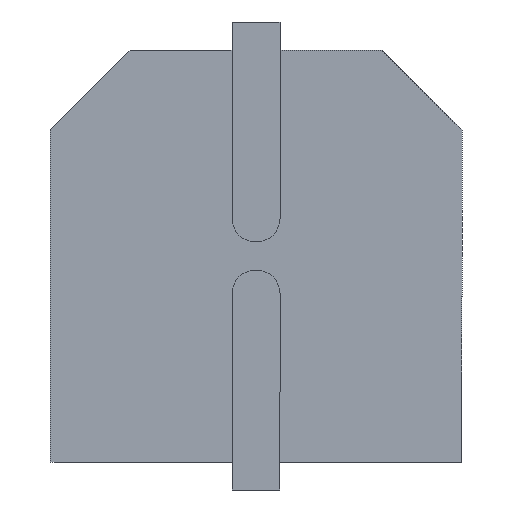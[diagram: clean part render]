
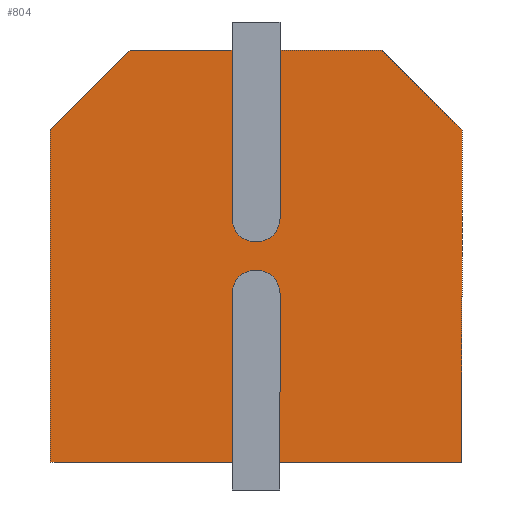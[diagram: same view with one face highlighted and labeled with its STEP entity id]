
A CAD part, front view. The second image highlights one B-rep face of the part: STEP entity #804.
In plain terms, the highlighted planar face has unit normal (0, -1, 0).
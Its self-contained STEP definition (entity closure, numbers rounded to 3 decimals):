
#10 = ORIENTED_EDGE ( 'NONE', *, *, #821, .F. ) ;
#11 = VERTEX_POINT ( 'NONE', #177 ) ;
#22 = CARTESIAN_POINT ( 'NONE',  ( -8.3, 0., 10.3 ) ) ;
#27 = ORIENTED_EDGE ( 'NONE', *, *, #826, .F. ) ;
#50 = ORIENTED_EDGE ( 'NONE', *, *, #805, .F. ) ;
#63 = CARTESIAN_POINT ( 'NONE',  ( -4.55, 0., 6.09 ) ) ;
#70 = VERTEX_POINT ( 'NONE', #22 ) ;
#73 = ORIENTED_EDGE ( 'NONE', *, *, #887, .F. ) ;
#77 = ORIENTED_EDGE ( 'NONE', *, *, #889, .F. ) ;
#81 = ORIENTED_EDGE ( 'NONE', *, *, #890, .F. ) ;
#84 = ORIENTED_EDGE ( 'NONE', *, *, #851, .F. ) ;
#85 = VERTEX_POINT ( 'NONE', #63 ) ;
#94 = ORIENTED_EDGE ( 'NONE', *, *, #941, .F. ) ;
#120 = CARTESIAN_POINT ( 'NONE',  ( -5.75, 0., 4.21 ) ) ;
#123 = ORIENTED_EDGE ( 'NONE', *, *, #819, .T. ) ;
#139 = VERTEX_POINT ( 'NONE', #120 ) ;
#143 = VERTEX_POINT ( 'NONE', #194 ) ;
#157 = ORIENTED_EDGE ( 'NONE', *, *, #931, .F. ) ;
#162 = ORIENTED_EDGE ( 'NONE', *, *, #897, .F. ) ;
#177 = CARTESIAN_POINT ( 'NONE',  ( -10.3, 0., 8.3 ) ) ;
#191 = ORIENTED_EDGE ( 'NONE', *, *, #928, .F. ) ;
#192 = ORIENTED_EDGE ( 'NONE', *, *, #836, .F. ) ;
#194 = CARTESIAN_POINT ( 'NONE',  ( -5.75, 0., 0. ) ) ;
#205 = ORIENTED_EDGE ( 'NONE', *, *, #838, .F. ) ;
#218 = EDGE_LOOP ( 'NONE', ( #157, #123, #242, #357, #27, #94, #191, #205, #84, #266, #81, #10, #162, #192, #73, #349, #50, #77 ) ) ;
#232 = VERTEX_POINT ( 'NONE', #359 ) ;
#234 = VERTEX_POINT ( 'NONE', #361 ) ;
#242 = ORIENTED_EDGE ( 'NONE', *, *, #933, .F. ) ;
#247 = VERTEX_POINT ( 'NONE', #364 ) ;
#261 = VERTEX_POINT ( 'NONE', #365 ) ;
#266 = ORIENTED_EDGE ( 'NONE', *, *, #926, .F. ) ;
#272 = VERTEX_POINT ( 'NONE', #374 ) ;
#283 = VERTEX_POINT ( 'NONE', #379 ) ;
#284 = VERTEX_POINT ( 'NONE', #380 ) ;
#285 = VERTEX_POINT ( 'NONE', #381 ) ;
#286 = VERTEX_POINT ( 'NONE', #376 ) ;
#287 = VERTEX_POINT ( 'NONE', #382 ) ;
#288 = VERTEX_POINT ( 'NONE', #383 ) ;
#289 = VERTEX_POINT ( 'NONE', #377 ) ;
#290 = VERTEX_POINT ( 'NONE', #384 ) ;
#349 = ORIENTED_EDGE ( 'NONE', *, *, #791, .F. ) ;
#357 = ORIENTED_EDGE ( 'NONE', *, *, #879, .F. ) ;
#359 = CARTESIAN_POINT ( 'NONE',  ( -5.14, 0., 4.8 ) ) ;
#361 = CARTESIAN_POINT ( 'NONE',  ( -4.55, 0., 10.3 ) ) ;
#364 = CARTESIAN_POINT ( 'NONE',  ( -10.3, 0., 0. ) ) ;
#365 = CARTESIAN_POINT ( 'NONE',  ( -2., 0., 10.3 ) ) ;
#374 = CARTESIAN_POINT ( 'NONE',  ( -4.55, 0., 4.21 ) ) ;
#376 = CARTESIAN_POINT ( 'NONE',  ( -5.75, 0., 6.09 ) ) ;
#377 = CARTESIAN_POINT ( 'NONE',  ( -5.14, 0., 5.5 ) ) ;
#379 = CARTESIAN_POINT ( 'NONE',  ( 0., 0., 8.3 ) ) ;
#380 = CARTESIAN_POINT ( 'NONE',  ( 0., 0., 0. ) ) ;
#381 = CARTESIAN_POINT ( 'NONE',  ( -5.75, 0., 10.3 ) ) ;
#382 = CARTESIAN_POINT ( 'NONE',  ( -5.16, 0., 5.5 ) ) ;
#383 = CARTESIAN_POINT ( 'NONE',  ( -4.55, 0., 0. ) ) ;
#384 = CARTESIAN_POINT ( 'NONE',  ( -5.16, 0., 4.8 ) ) ;
#409 = LINE ( 'NONE', #419, #1840 ) ;
#419 = CARTESIAN_POINT ( 'NONE',  ( -5.75, 0., 4.21 ) ) ;
#421 = DIRECTION ( 'NONE',  ( 0., 0., -1. ) ) ;
#530 = FACE_OUTER_BOUND ( 'NONE', #218, .T. ) ;
#534 = PLANE ( 'NONE',  #1699 ) ;
#543 = CARTESIAN_POINT ( 'NONE',  ( 0., 0., 10.3 ) ) ;
#544 = DIRECTION ( 'NONE',  ( 0., -1., 0. ) ) ;
#545 = DIRECTION ( 'NONE',  ( 0., 0., -1. ) ) ;
#550 = CARTESIAN_POINT ( 'NONE',  ( -5.16, 0., 4.21 ) ) ;
#551 = DIRECTION ( 'NONE',  ( 0., -1., 0. ) ) ;
#552 = DIRECTION ( 'NONE',  ( 0., 0., -1. ) ) ;
#678 = LINE ( 'NONE', #679, #1754 ) ;
#679 = CARTESIAN_POINT ( 'NONE',  ( -4.55, 0., 10.3 ) ) ;
#680 = DIRECTION ( 'NONE',  ( 0., 0., -1. ) ) ;
#696 = LINE ( 'NONE', #697, #1765 ) ;
#697 = CARTESIAN_POINT ( 'NONE',  ( -2., 0., 10.3 ) ) ;
#698 = DIRECTION ( 'NONE',  ( 1., 0., 0. ) ) ;
#744 = LINE ( 'NONE', #745, #1764 ) ;
#745 = CARTESIAN_POINT ( 'NONE',  ( 0., 0., 8.3 ) ) ;
#746 = DIRECTION ( 'NONE',  ( 0.707, 0., -0.707 ) ) ;
#791 = EDGE_CURVE ( 'NONE', #139, #143, #409, .T. ) ;
#804 = ADVANCED_FACE ( 'NONE', ( #530 ), #534, .T. ) ;
#805 = EDGE_CURVE ( 'NONE', #290, #139, #1697, .T. ) ;
#819 = EDGE_CURVE ( 'NONE', #272, #288, #678, .T. ) ;
#821 = EDGE_CURVE ( 'NONE', #70, #285, #696, .T. ) ;
#826 = EDGE_CURVE ( 'NONE', #261, #283, #744, .T. ) ;
#836 = EDGE_CURVE ( 'NONE', #247, #11, #1249, .T. ) ;
#838 = EDGE_CURVE ( 'NONE', #289, #85, #2033, .T. ) ;
#851 = EDGE_CURVE ( 'NONE', #287, #289, #1133, .T. ) ;
#879 = EDGE_CURVE ( 'NONE', #283, #284, #1048, .T. ) ;
#887 = EDGE_CURVE ( 'NONE', #143, #247, #1555, .T. ) ;
#889 = EDGE_CURVE ( 'NONE', #232, #290, #1544, .T. ) ;
#890 = EDGE_CURVE ( 'NONE', #285, #286, #1549, .T. ) ;
#897 = EDGE_CURVE ( 'NONE', #11, #70, #1645, .T. ) ;
#926 = EDGE_CURVE ( 'NONE', #286, #287, #2079, .T. ) ;
#928 = EDGE_CURVE ( 'NONE', #85, #234, #1351, .T. ) ;
#931 = EDGE_CURVE ( 'NONE', #272, #232, #2086, .T. ) ;
#933 = EDGE_CURVE ( 'NONE', #284, #288, #1336, .T. ) ;
#941 = EDGE_CURVE ( 'NONE', #234, #261, #1307, .T. ) ;
#1040 = DIRECTION ( 'NONE',  ( 0., 0., -1. ) ) ;
#1045 = CARTESIAN_POINT ( 'NONE',  ( 0., 0., 0. ) ) ;
#1048 = LINE ( 'NONE', #1045, #1962 ) ;
#1085 = CARTESIAN_POINT ( 'NONE',  ( -5.75, 0., 11. ) ) ;
#1086 = DIRECTION ( 'NONE',  ( -1., 0., 0. ) ) ;
#1132 = CARTESIAN_POINT ( 'NONE',  ( -5.16, 0., 5.5 ) ) ;
#1133 = LINE ( 'NONE', #1132, #1993 ) ;
#1134 = DIRECTION ( 'NONE',  ( 1., 0., 0. ) ) ;
#1235 = DIRECTION ( 'NONE',  ( 0., 0., -1. ) ) ;
#1236 = DIRECTION ( 'NONE',  ( 0., -1., 0. ) ) ;
#1237 = CARTESIAN_POINT ( 'NONE',  ( -5.14, 0., 6.09 ) ) ;
#1245 = DIRECTION ( 'NONE',  ( 0., 0., 1. ) ) ;
#1249 = LINE ( 'NONE', #1585, #2031 ) ;
#1304 = DIRECTION ( 'NONE',  ( 1., 0., 0. ) ) ;
#1307 = LINE ( 'NONE', #1323, #1857 ) ;
#1323 = CARTESIAN_POINT ( 'NONE',  ( -2., 0., 10.3 ) ) ;
#1329 = DIRECTION ( 'NONE',  ( -1., 0., 0. ) ) ;
#1330 = CARTESIAN_POINT ( 'NONE',  ( 0., 0., 0. ) ) ;
#1332 = DIRECTION ( 'NONE',  ( 0., 0., 1. ) ) ;
#1333 = CARTESIAN_POINT ( 'NONE',  ( -5.14, 0., 4.21 ) ) ;
#1334 = DIRECTION ( 'NONE',  ( 0., -1., 0. ) ) ;
#1336 = LINE ( 'NONE', #1330, #2104 ) ;
#1344 = DIRECTION ( 'NONE',  ( 0., 0., 1. ) ) ;
#1348 = DIRECTION ( 'NONE',  ( 0., -1., 0. ) ) ;
#1349 = CARTESIAN_POINT ( 'NONE',  ( -4.55, 0., 11. ) ) ;
#1350 = DIRECTION ( 'NONE',  ( 0., 0., -1. ) ) ;
#1351 = LINE ( 'NONE', #1349, #2082 ) ;
#1352 = CARTESIAN_POINT ( 'NONE',  ( -5.16, 0., 6.09 ) ) ;
#1413 = CARTESIAN_POINT ( 'NONE',  ( -5.16, 0., 4.8 ) ) ;
#1420 = DIRECTION ( 'NONE',  ( 0., 0., -1. ) ) ;
#1544 = LINE ( 'NONE', #1413, #1969 ) ;
#1548 = DIRECTION ( 'NONE',  ( -1., 0., 0. ) ) ;
#1549 = LINE ( 'NONE', #1085, #1976 ) ;
#1550 = CARTESIAN_POINT ( 'NONE',  ( 0., 0., 0. ) ) ;
#1555 = LINE ( 'NONE', #1550, #1974 ) ;
#1585 = CARTESIAN_POINT ( 'NONE',  ( -10.3, 0., 0. ) ) ;
#1607 = CARTESIAN_POINT ( 'NONE',  ( -8.3, 0., 10.3 ) ) ;
#1645 = LINE ( 'NONE', #1607, #1817 ) ;
#1659 = DIRECTION ( 'NONE',  ( 0.707, 0., 0.707 ) ) ;
#1696 = AXIS2_PLACEMENT_3D ( 'NONE', #550, #551, #552 ) ;
#1697 = CIRCLE ( 'NONE', #1696, 0.59 ) ;
#1699 = AXIS2_PLACEMENT_3D ( 'NONE', #543, #544, #545 ) ;
#1754 = VECTOR ( 'NONE', #680, 1000. ) ;
#1764 = VECTOR ( 'NONE', #746, 1000. ) ;
#1765 = VECTOR ( 'NONE', #698, 1000. ) ;
#1817 = VECTOR ( 'NONE', #1659, 1000. ) ;
#1840 = VECTOR ( 'NONE', #421, 1000. ) ;
#1857 = VECTOR ( 'NONE', #1304, 1000. ) ;
#1858 = AXIS2_PLACEMENT_3D ( 'NONE', #1333, #1334, #1332 ) ;
#1962 = VECTOR ( 'NONE', #1040, 1000. ) ;
#1969 = VECTOR ( 'NONE', #1086, 1000. ) ;
#1974 = VECTOR ( 'NONE', #1548, 1000. ) ;
#1976 = VECTOR ( 'NONE', #1420, 1000. ) ;
#1993 = VECTOR ( 'NONE', #1134, 1000. ) ;
#2031 = VECTOR ( 'NONE', #1245, 1000. ) ;
#2033 = CIRCLE ( 'NONE', #2040, 0.59 ) ;
#2040 = AXIS2_PLACEMENT_3D ( 'NONE', #1237, #1236, #1235 ) ;
#2079 = CIRCLE ( 'NONE', #2081, 0.59 ) ;
#2081 = AXIS2_PLACEMENT_3D ( 'NONE', #1352, #1348, #1350 ) ;
#2082 = VECTOR ( 'NONE', #1344, 1000. ) ;
#2086 = CIRCLE ( 'NONE', #1858, 0.59 ) ;
#2104 = VECTOR ( 'NONE', #1329, 1000. ) ;
